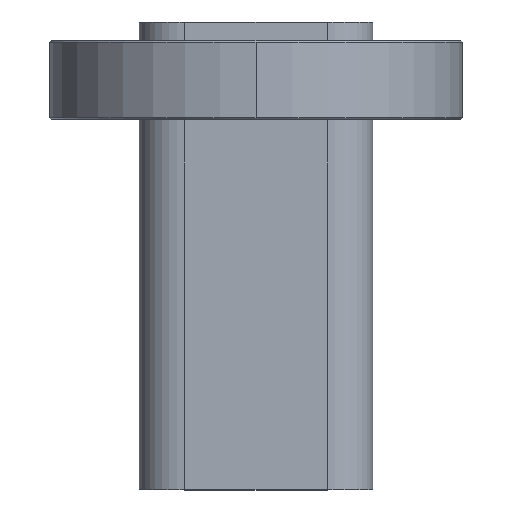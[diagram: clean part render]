
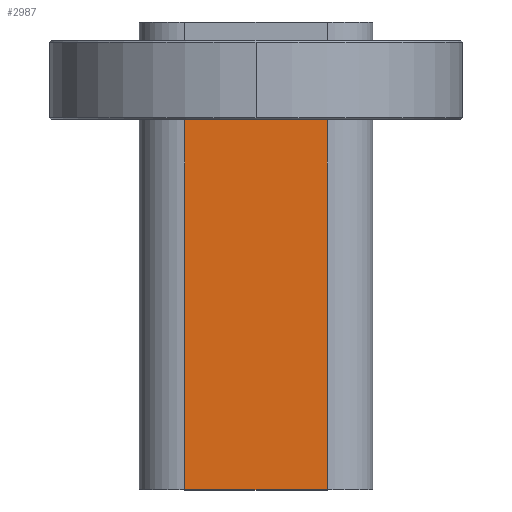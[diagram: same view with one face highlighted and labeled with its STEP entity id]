
A CAD part, top view. The second image highlights one B-rep face of the part: STEP entity #2987.
In plain terms, the highlighted planar face has unit normal (0, 0, 1).
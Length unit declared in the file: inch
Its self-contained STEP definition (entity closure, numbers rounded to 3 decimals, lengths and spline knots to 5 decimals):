
#18 = CARTESIAN_POINT ( 'NONE',  ( 0.229, -1.188, 0.375 ) ) ;
#79 = EDGE_LOOP ( 'NONE', ( #2623, #403, #1327, #2242 ) ) ;
#90 = LINE ( 'NONE', #2387, #475 ) ;
#342 = DIRECTION ( 'NONE',  ( -1., 0., 0. ) ) ;
#350 = CARTESIAN_POINT ( 'NONE',  ( 0.229, -1.188, 0.375 ) ) ;
#403 = ORIENTED_EDGE ( 'NONE', *, *, #2508, .T. ) ;
#422 = VERTEX_POINT ( 'NONE', #18 ) ;
#475 = VECTOR ( 'NONE', #491, 39.37008 ) ;
#491 = DIRECTION ( 'NONE',  ( -1., 0., 0. ) ) ;
#528 = VERTEX_POINT ( 'NONE', #1544 ) ;
#903 = CARTESIAN_POINT ( 'NONE',  ( 0.229, 0.075, 0.375 ) ) ;
#968 = EDGE_CURVE ( 'NONE', #528, #2301, #2669, .T. ) ;
#1010 = CARTESIAN_POINT ( 'NONE',  ( 0.229, -1.188, 0.375 ) ) ;
#1063 = FACE_OUTER_BOUND ( 'NONE', #79, .T. ) ;
#1091 = AXIS2_PLACEMENT_3D ( 'NONE', #350, #1569, #342 ) ;
#1258 = CARTESIAN_POINT ( 'NONE',  ( 0.229, 0.075, 0.375 ) ) ;
#1327 = ORIENTED_EDGE ( 'NONE', *, *, #968, .F. ) ;
#1408 = EDGE_CURVE ( 'NONE', #422, #528, #90, .T. ) ;
#1544 = CARTESIAN_POINT ( 'NONE',  ( -0.229, -1.188, 0.375 ) ) ;
#1569 = DIRECTION ( 'NONE',  ( 0., 0., -1. ) ) ;
#1695 = LINE ( 'NONE', #1010, #1730 ) ;
#1730 = VECTOR ( 'NONE', #2013, 39.37008 ) ;
#1745 = DIRECTION ( 'NONE',  ( 0., 1., 0. ) ) ;
#1798 = PLANE ( 'NONE',  #1091 ) ;
#1958 = LINE ( 'NONE', #903, #2584 ) ;
#2013 = DIRECTION ( 'NONE',  ( 0., 1., 0. ) ) ;
#2165 = VECTOR ( 'NONE', #1745, 39.37008 ) ;
#2242 = ORIENTED_EDGE ( 'NONE', *, *, #1408, .F. ) ;
#2301 = VERTEX_POINT ( 'NONE', #2341 ) ;
#2341 = CARTESIAN_POINT ( 'NONE',  ( -0.229, 0.075, 0.375 ) ) ;
#2387 = CARTESIAN_POINT ( 'NONE',  ( 0.229, -1.188, 0.375 ) ) ;
#2508 = EDGE_CURVE ( 'NONE', #2770, #2301, #1958, .T. ) ;
#2544 = CARTESIAN_POINT ( 'NONE',  ( -0.229, -1.188, 0.375 ) ) ;
#2584 = VECTOR ( 'NONE', #2675, 39.37008 ) ;
#2623 = ORIENTED_EDGE ( 'NONE', *, *, #2744, .T. ) ;
#2669 = LINE ( 'NONE', #2544, #2165 ) ;
#2675 = DIRECTION ( 'NONE',  ( -1., 0., 0. ) ) ;
#2744 = EDGE_CURVE ( 'NONE', #422, #2770, #1695, .T. ) ;
#2770 = VERTEX_POINT ( 'NONE', #1258 ) ;
#2987 = ADVANCED_FACE ( 'NONE', ( #1063 ), #1798, .F. ) ;
